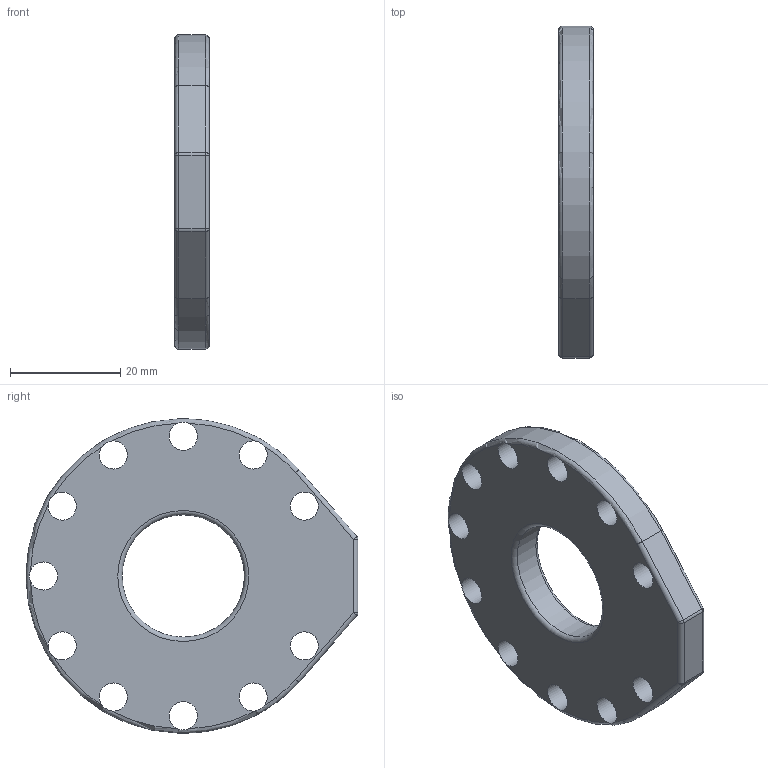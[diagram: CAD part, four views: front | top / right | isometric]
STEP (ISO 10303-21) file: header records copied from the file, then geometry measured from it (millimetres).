
FILE_DESCRIPTION(/* description */ (''),/* implementation_level */ '2;1');
FILE_NAME(/* name */ 'X 60 MOTOR SPACER.stp',/* time_stamp */ '2025-03-09T15:39:02-04:00',/* author */ ('slick'),/* organization */ (''),/* preprocessor_version */ 'ST-DEVELOPER v19.2',/* originating_system */ 'Autodesk Inventor 2023',/* authorisation */ '');
FILE_SCHEMA (('AUTOMOTIVE_DESIGN { 1 0 10303 214 3 1 1 }'));
Length unit declared in the file: inch
Products named in the file (1): X 60 MOTOR SPACER
Bounding box: 6.35 x 60.33 x 57.12 mm (x, y, z)
Volume: 12846.5 mm3; surface area: 6624.7 mm2
Topology: 1 solids, 1 shells, 34 faces, 134 edges, 84 vertices
Faces by surface type: cylinder 21, plane 5, torus 4, sphere 4
Full cylindrical faces by diameter (mm): 5.105 x11, 22.225 x1
Entity records: 1657 total; most frequent: CARTESIAN_POINT 429, ORIENTED_EDGE 268, DIRECTION 264, EDGE_CURVE 134, AXIS2_PLACEMENT_3D 117, VERTEX_POINT 84, CIRCLE 82, EDGE_LOOP 40
